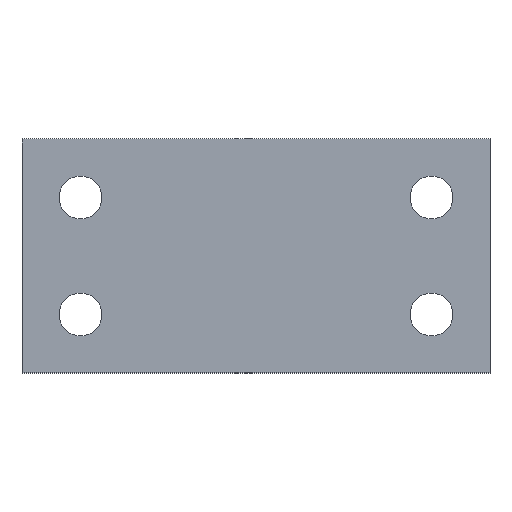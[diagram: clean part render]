
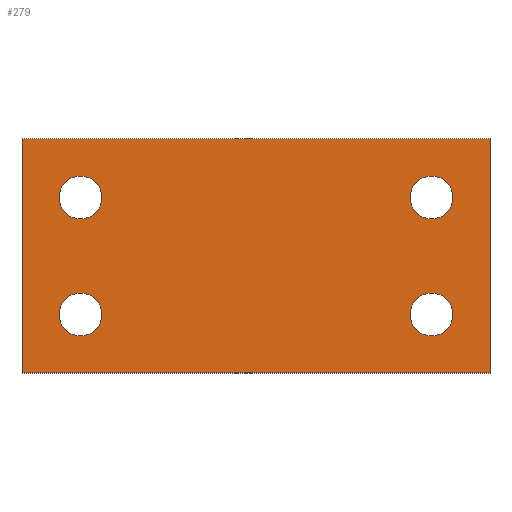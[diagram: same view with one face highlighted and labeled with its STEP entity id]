
A CAD part, top view. The second image highlights one B-rep face of the part: STEP entity #279.
In plain terms, the highlighted planar face has unit normal (0, 0, 1).
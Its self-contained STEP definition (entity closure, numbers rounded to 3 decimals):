
#1 = EDGE_LOOP ( 'NONE', ( #210, #47 ) ) ;
#9 = VERTEX_POINT ( 'NONE', #466 ) ;
#14 = FACE_BOUND ( 'NONE', #492, .T. ) ;
#26 = EDGE_LOOP ( 'NONE', ( #59, #166 ) ) ;
#35 = ORIENTED_EDGE ( 'NONE', *, *, #211, .F. ) ;
#37 = CARTESIAN_POINT ( 'NONE',  ( -45., 15., 5. ) ) ;
#40 = DIRECTION ( 'NONE',  ( 0., 0., 1. ) ) ;
#41 = CARTESIAN_POINT ( 'NONE',  ( -39.5, 15., 5. ) ) ;
#47 = ORIENTED_EDGE ( 'NONE', *, *, #510, .F. ) ;
#50 = AXIS2_PLACEMENT_3D ( 'NONE', #358, #113, #165 ) ;
#55 = ORIENTED_EDGE ( 'NONE', *, *, #438, .T. ) ;
#56 = CIRCLE ( 'NONE', #346, 5.5 ) ;
#59 = ORIENTED_EDGE ( 'NONE', *, *, #287, .F. ) ;
#63 = CARTESIAN_POINT ( 'NONE',  ( 50.5, -15., 5. ) ) ;
#67 = VERTEX_POINT ( 'NONE', #147 ) ;
#69 = DIRECTION ( 'NONE',  ( 0., 1., 0. ) ) ;
#71 = DIRECTION ( 'NONE',  ( 0., -1., 0. ) ) ;
#73 = CARTESIAN_POINT ( 'NONE',  ( -50.5, 15., 5. ) ) ;
#75 = CIRCLE ( 'NONE', #372, 5.5 ) ;
#77 = CIRCLE ( 'NONE', #50, 5.5 ) ;
#79 = EDGE_CURVE ( 'NONE', #97, #500, #297, .T. ) ;
#81 = CARTESIAN_POINT ( 'NONE',  ( 39.5, -15., 5. ) ) ;
#90 = VERTEX_POINT ( 'NONE', #81 ) ;
#93 = ORIENTED_EDGE ( 'NONE', *, *, #424, .F. ) ;
#95 = ORIENTED_EDGE ( 'NONE', *, *, #261, .F. ) ;
#97 = VERTEX_POINT ( 'NONE', #475 ) ;
#100 = CARTESIAN_POINT ( 'NONE',  ( -45., 15., 5. ) ) ;
#102 = DIRECTION ( 'NONE',  ( -1., 0., 0. ) ) ;
#104 = DIRECTION ( 'NONE',  ( 1., 0., 0. ) ) ;
#113 = DIRECTION ( 'NONE',  ( 0., 0., 1. ) ) ;
#123 = EDGE_CURVE ( 'NONE', #9, #67, #281, .T. ) ;
#132 = VERTEX_POINT ( 'NONE', #73 ) ;
#137 = AXIS2_PLACEMENT_3D ( 'NONE', #100, #387, #104 ) ;
#147 = CARTESIAN_POINT ( 'NONE',  ( 39.5, 15., 5. ) ) ;
#148 = FACE_OUTER_BOUND ( 'NONE', #423, .T. ) ;
#156 = VERTEX_POINT ( 'NONE', #271 ) ;
#160 = DIRECTION ( 'NONE',  ( 1., 0., 0. ) ) ;
#165 = DIRECTION ( 'NONE',  ( 1., 0., 0. ) ) ;
#166 = ORIENTED_EDGE ( 'NONE', *, *, #190, .F. ) ;
#167 = EDGE_CURVE ( 'NONE', #452, #156, #75, .T. ) ;
#177 = AXIS2_PLACEMENT_3D ( 'NONE', #269, #40, #241 ) ;
#182 = FACE_BOUND ( 'NONE', #469, .T. ) ;
#187 = CARTESIAN_POINT ( 'NONE',  ( 0., 0., 5. ) ) ;
#190 = EDGE_CURVE ( 'NONE', #132, #447, #56, .T. ) ;
#206 = CIRCLE ( 'NONE', #373, 5.5 ) ;
#210 = ORIENTED_EDGE ( 'NONE', *, *, #123, .F. ) ;
#211 = EDGE_CURVE ( 'NONE', #156, #452, #415, .T. ) ;
#226 = CARTESIAN_POINT ( 'NONE',  ( 60., -30., 5. ) ) ;
#229 = VERTEX_POINT ( 'NONE', #226 ) ;
#230 = VECTOR ( 'NONE', #71, 1000. ) ;
#231 = FACE_BOUND ( 'NONE', #1, .T. ) ;
#239 = DIRECTION ( 'NONE',  ( 1., 0., 0. ) ) ;
#241 = DIRECTION ( 'NONE',  ( 1., 0., 0. ) ) ;
#243 = CIRCLE ( 'NONE', #409, 5.5 ) ;
#252 = ORIENTED_EDGE ( 'NONE', *, *, #378, .T. ) ;
#261 = EDGE_CURVE ( 'NONE', #90, #325, #206, .T. ) ;
#262 = PLANE ( 'NONE',  #439 ) ;
#265 = CARTESIAN_POINT ( 'NONE',  ( -60., -30., 5. ) ) ;
#268 = DIRECTION ( 'NONE',  ( 1., 0., 0. ) ) ;
#269 = CARTESIAN_POINT ( 'NONE',  ( 45., 15., 5. ) ) ;
#271 = CARTESIAN_POINT ( 'NONE',  ( -39.5, -15., 5. ) ) ;
#279 = ADVANCED_FACE ( 'NONE', ( #463, #14, #182, #231, #148 ), #262, .F. ) ;
#280 = DIRECTION ( 'NONE',  ( 0., 0., 1. ) ) ;
#281 = CIRCLE ( 'NONE', #177, 5.5 ) ;
#287 = EDGE_CURVE ( 'NONE', #447, #132, #426, .T. ) ;
#293 = ORIENTED_EDGE ( 'NONE', *, *, #167, .F. ) ;
#297 = LINE ( 'NONE', #460, #436 ) ;
#306 = DIRECTION ( 'NONE',  ( 0., 0., 1. ) ) ;
#307 = DIRECTION ( 'NONE',  ( -1., 0., 0. ) ) ;
#309 = EDGE_CURVE ( 'NONE', #344, #229, #422, .T. ) ;
#314 = CARTESIAN_POINT ( 'NONE',  ( -45., -15., 5. ) ) ;
#323 = VECTOR ( 'NONE', #69, 1000. ) ;
#325 = VERTEX_POINT ( 'NONE', #63 ) ;
#327 = ORIENTED_EDGE ( 'NONE', *, *, #309, .T. ) ;
#333 = DIRECTION ( 'NONE',  ( 0., 0., -1. ) ) ;
#340 = LINE ( 'NONE', #509, #323 ) ;
#343 = CARTESIAN_POINT ( 'NONE',  ( 45., -15., 5. ) ) ;
#344 = VERTEX_POINT ( 'NONE', #265 ) ;
#346 = AXIS2_PLACEMENT_3D ( 'NONE', #37, #306, #350 ) ;
#347 = CARTESIAN_POINT ( 'NONE',  ( -45., -15., 5. ) ) ;
#350 = DIRECTION ( 'NONE',  ( 1., 0., 0. ) ) ;
#356 = VECTOR ( 'NONE', #417, 1000. ) ;
#358 = CARTESIAN_POINT ( 'NONE',  ( 45., -15., 5. ) ) ;
#372 = AXIS2_PLACEMENT_3D ( 'NONE', #347, #528, #160 ) ;
#373 = AXIS2_PLACEMENT_3D ( 'NONE', #343, #376, #268 ) ;
#376 = DIRECTION ( 'NONE',  ( 0., 0., 1. ) ) ;
#378 = EDGE_CURVE ( 'NONE', #229, #97, #340, .T. ) ;
#379 = CARTESIAN_POINT ( 'NONE',  ( -60., -30., 5. ) ) ;
#387 = DIRECTION ( 'NONE',  ( 0., 0., 1. ) ) ;
#409 = AXIS2_PLACEMENT_3D ( 'NONE', #442, #280, #446 ) ;
#415 = CIRCLE ( 'NONE', #489, 5.5 ) ;
#417 = DIRECTION ( 'NONE',  ( 1., 0., 0. ) ) ;
#422 = LINE ( 'NONE', #379, #356 ) ;
#423 = EDGE_LOOP ( 'NONE', ( #252, #464, #55, #327 ) ) ;
#424 = EDGE_CURVE ( 'NONE', #325, #90, #77, .T. ) ;
#426 = CIRCLE ( 'NONE', #137, 5.5 ) ;
#431 = CARTESIAN_POINT ( 'NONE',  ( -60., -30., 5. ) ) ;
#436 = VECTOR ( 'NONE', #102, 1000. ) ;
#437 = DIRECTION ( 'NONE',  ( 0., 0., 1. ) ) ;
#438 = EDGE_CURVE ( 'NONE', #500, #344, #445, .T. ) ;
#439 = AXIS2_PLACEMENT_3D ( 'NONE', #187, #333, #307 ) ;
#442 = CARTESIAN_POINT ( 'NONE',  ( 45., 15., 5. ) ) ;
#445 = LINE ( 'NONE', #431, #230 ) ;
#446 = DIRECTION ( 'NONE',  ( 1., 0., 0. ) ) ;
#447 = VERTEX_POINT ( 'NONE', #41 ) ;
#452 = VERTEX_POINT ( 'NONE', #519 ) ;
#460 = CARTESIAN_POINT ( 'NONE',  ( -60., 30., 5. ) ) ;
#463 = FACE_BOUND ( 'NONE', #26, .T. ) ;
#464 = ORIENTED_EDGE ( 'NONE', *, *, #79, .T. ) ;
#466 = CARTESIAN_POINT ( 'NONE',  ( 50.5, 15., 5. ) ) ;
#469 = EDGE_LOOP ( 'NONE', ( #93, #95 ) ) ;
#475 = CARTESIAN_POINT ( 'NONE',  ( 60., 30., 5. ) ) ;
#484 = CARTESIAN_POINT ( 'NONE',  ( -60., 30., 5. ) ) ;
#489 = AXIS2_PLACEMENT_3D ( 'NONE', #314, #437, #239 ) ;
#492 = EDGE_LOOP ( 'NONE', ( #35, #293 ) ) ;
#500 = VERTEX_POINT ( 'NONE', #484 ) ;
#509 = CARTESIAN_POINT ( 'NONE',  ( 60., -30., 5. ) ) ;
#510 = EDGE_CURVE ( 'NONE', #67, #9, #243, .T. ) ;
#519 = CARTESIAN_POINT ( 'NONE',  ( -50.5, -15., 5. ) ) ;
#528 = DIRECTION ( 'NONE',  ( 0., 0., 1. ) ) ;
